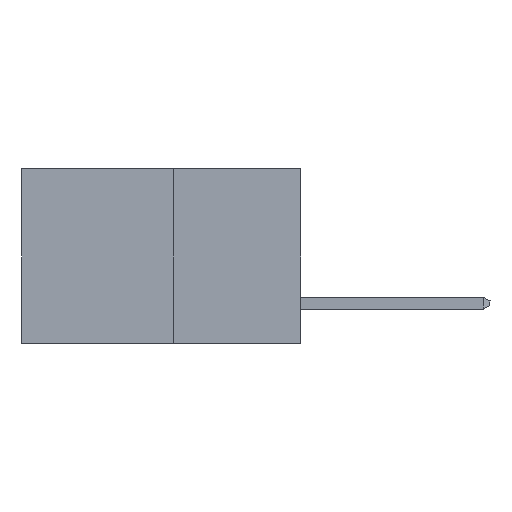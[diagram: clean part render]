
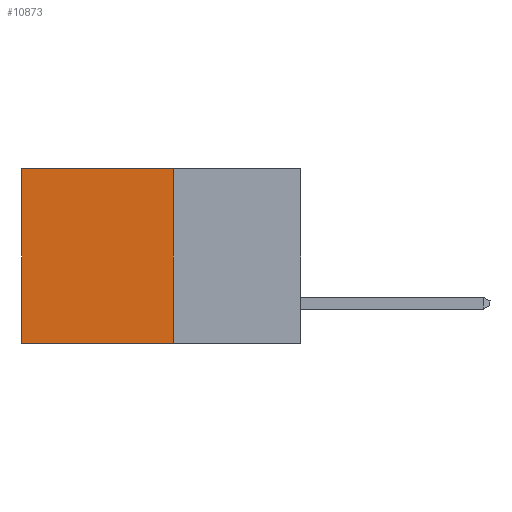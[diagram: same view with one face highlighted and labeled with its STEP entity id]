
A CAD part, left-side view. The second image highlights one B-rep face of the part: STEP entity #10873.
In plain terms, the highlighted planar face has unit normal (-1, 0, 0).
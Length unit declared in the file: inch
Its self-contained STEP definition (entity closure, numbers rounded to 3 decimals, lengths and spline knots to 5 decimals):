
#287 = VECTOR ( 'NONE', #5326, 39.37008 ) ;
#1821 = CARTESIAN_POINT ( 'NONE',  ( 0.277, 0.59, -0.37 ) ) ;
#1985 = VECTOR ( 'NONE', #5641, 39.37008 ) ;
#2228 = EDGE_CURVE ( 'NONE', #10450, #13865, #6919, .T. ) ;
#2643 = CARTESIAN_POINT ( 'NONE',  ( 0.277, 0.27, -0.37 ) ) ;
#2709 = EDGE_CURVE ( 'NONE', #5061, #13865, #11932, .T. ) ;
#3373 = ORIENTED_EDGE ( 'NONE', *, *, #15396, .T. ) ;
#4876 = EDGE_CURVE ( 'NONE', #11162, #5061, #4949, .T. ) ;
#4949 = LINE ( 'NONE', #12138, #7922 ) ;
#5061 = VERTEX_POINT ( 'NONE', #2643 ) ;
#5326 = DIRECTION ( 'NONE',  ( 0., 0., -1. ) ) ;
#5641 = DIRECTION ( 'NONE',  ( 0., 1., 0. ) ) ;
#5702 = CARTESIAN_POINT ( 'NONE',  ( 0.277, 0.27, -0.37 ) ) ;
#6099 = EDGE_LOOP ( 'NONE', ( #8212, #15135, #15092, #3373 ) ) ;
#6919 = LINE ( 'NONE', #1821, #287 ) ;
#7663 = VECTOR ( 'NONE', #14960, 39.37008 ) ;
#7685 = DIRECTION ( 'NONE',  ( 0., 0., -1. ) ) ;
#7922 = VECTOR ( 'NONE', #13316, 39.37008 ) ;
#8044 = LINE ( 'NONE', #13777, #7663 ) ;
#8212 = ORIENTED_EDGE ( 'NONE', *, *, #2228, .T. ) ;
#8850 = PLANE ( 'NONE',  #13083 ) ;
#10450 = VERTEX_POINT ( 'NONE', #12803 ) ;
#10873 = ADVANCED_FACE ( 'NONE', ( #15110 ), #8850, .F. ) ;
#11162 = VERTEX_POINT ( 'NONE', #15268 ) ;
#11210 = CARTESIAN_POINT ( 'NONE',  ( 0.277, 0.27, -0.37 ) ) ;
#11932 = LINE ( 'NONE', #5702, #1985 ) ;
#12138 = CARTESIAN_POINT ( 'NONE',  ( 0.277, 0.27, -0.37 ) ) ;
#12803 = CARTESIAN_POINT ( 'NONE',  ( 0.277, 0.59, 0. ) ) ;
#13083 = AXIS2_PLACEMENT_3D ( 'NONE', #11210, #14702, #7685 ) ;
#13316 = DIRECTION ( 'NONE',  ( 0., 0., -1. ) ) ;
#13777 = CARTESIAN_POINT ( 'NONE',  ( 0.277, 0.27, 0. ) ) ;
#13865 = VERTEX_POINT ( 'NONE', #15994 ) ;
#14702 = DIRECTION ( 'NONE',  ( 1., 0., 0. ) ) ;
#14960 = DIRECTION ( 'NONE',  ( 0., 1., 0. ) ) ;
#15092 = ORIENTED_EDGE ( 'NONE', *, *, #4876, .F. ) ;
#15110 = FACE_OUTER_BOUND ( 'NONE', #6099, .T. ) ;
#15135 = ORIENTED_EDGE ( 'NONE', *, *, #2709, .F. ) ;
#15268 = CARTESIAN_POINT ( 'NONE',  ( 0.277, 0.27, 0. ) ) ;
#15396 = EDGE_CURVE ( 'NONE', #11162, #10450, #8044, .T. ) ;
#15994 = CARTESIAN_POINT ( 'NONE',  ( 0.277, 0.59, -0.37 ) ) ;
